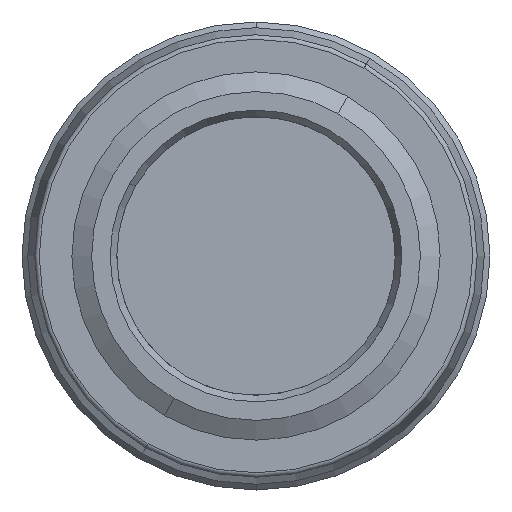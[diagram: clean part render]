
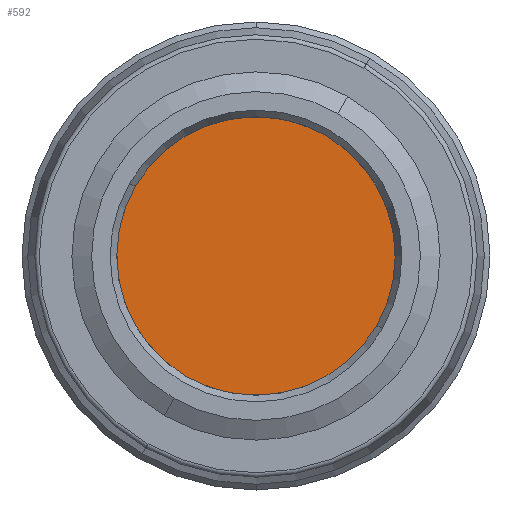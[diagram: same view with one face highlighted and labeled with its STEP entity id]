
A CAD part, front view. The second image highlights one B-rep face of the part: STEP entity #592.
In plain terms, the highlighted planar face has unit normal (0, -1, 0).
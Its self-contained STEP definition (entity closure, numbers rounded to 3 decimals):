
#163 = CARTESIAN_POINT ( 'NONE',  ( 0., 0., 0. ) ) ;
#164 = DIRECTION ( 'NONE',  ( 0., -1., 0. ) ) ;
#165 = DIRECTION ( 'NONE',  ( 0., 0., -1. ) ) ;
#203 = CARTESIAN_POINT ( 'NONE',  ( -0.434, 0., 0.249 ) ) ;
#212 = DIRECTION ( 'NONE',  ( -0.498, 0., -0.867 ) ) ;
#214 = CARTESIAN_POINT ( 'NONE',  ( -0.434, 0., 0.249 ) ) ;
#215 = DIRECTION ( 'NONE',  ( -0.498, 0., -0.867 ) ) ;
#216 = CARTESIAN_POINT ( 'NONE',  ( 0.434, 0., -0.249 ) ) ;
#217 = DIRECTION ( 'NONE',  ( 0.498, 0., 0.867 ) ) ;
#221 = CARTESIAN_POINT ( 'NONE',  ( 0.434, 0., -0.249 ) ) ;
#234 = AXIS2_PLACEMENT_3D ( 'NONE', #3219, #3220, #3221 ) ;
#235 = AXIS2_PLACEMENT_3D ( 'NONE', #3223, #3224, #3225 ) ;
#236 = AXIS2_PLACEMENT_3D ( 'NONE', #3229, #3230, #3231 ) ;
#250 = AXIS2_PLACEMENT_3D ( 'NONE', #3291, #3292, #3293 ) ;
#436 = AXIS2_PLACEMENT_3D ( 'NONE', #3719, #3720, #3721 ) ;
#452 = AXIS2_PLACEMENT_3D ( 'NONE', #1541, #1542, #1543 ) ;
#455 = AXIS2_PLACEMENT_3D ( 'NONE', #1557, #1558, #1559 ) ;
#592 = ADVANCED_FACE ( 'NONE', ( #2046, #2050, #2047 ), #2778, .T. ) ;
#653 = CIRCLE ( 'NONE', #4213, 7.55 ) ;
#674 = LINE ( 'NONE', #203, #680 ) ;
#680 = VECTOR ( 'NONE', #212, 1000. ) ;
#681 = LINE ( 'NONE', #214, #684 ) ;
#683 = LINE ( 'NONE', #216, #686 ) ;
#684 = VECTOR ( 'NONE', #215, 1000. ) ;
#686 = VECTOR ( 'NONE', #217, 1000. ) ;
#689 = CIRCLE ( 'NONE', #234, 6.1 ) ;
#691 = CIRCLE ( 'NONE', #235, 6.1 ) ;
#692 = LINE ( 'NONE', #221, #694 ) ;
#694 = VECTOR ( 'NONE', #3222, 1000. ) ;
#695 = CIRCLE ( 'NONE', #236, 7.45 ) ;
#727 = CIRCLE ( 'NONE', #250, 6.1 ) ;
#973 = CARTESIAN_POINT ( 'NONE',  ( -4.139, 0., 6.315 ) ) ;
#974 = CARTESIAN_POINT ( 'NONE',  ( 4.139, 0., -6.315 ) ) ;
#996 = CARTESIAN_POINT ( 'NONE',  ( -3.462, 0., -5.022 ) ) ;
#999 = CARTESIAN_POINT ( 'NONE',  ( -5.289, 0., 3.039 ) ) ;
#1200 = ORIENTED_EDGE ( 'NONE', *, *, #1955, .F. ) ;
#1201 = ORIENTED_EDGE ( 'NONE', *, *, #1953, .T. ) ;
#1202 = ORIENTED_EDGE ( 'NONE', *, *, #2318, .T. ) ;
#1203 = ORIENTED_EDGE ( 'NONE', *, *, #1952, .T. ) ;
#1204 = ORIENTED_EDGE ( 'NONE', *, *, #1948, .T. ) ;
#1205 = ORIENTED_EDGE ( 'NONE', *, *, #1951, .T. ) ;
#1206 = ORIENTED_EDGE ( 'NONE', *, *, #1978, .T. ) ;
#1207 = ORIENTED_EDGE ( 'NONE', *, *, #1947, .T. ) ;
#1208 = ORIENTED_EDGE ( 'NONE', *, *, #2325, .F. ) ;
#1209 = ORIENTED_EDGE ( 'NONE', *, *, #1945, .T. ) ;
#1210 = ORIENTED_EDGE ( 'NONE', *, *, #2290, .T. ) ;
#1211 = ORIENTED_EDGE ( 'NONE', *, *, #1928, .T. ) ;
#1334 = VERTEX_POINT ( 'NONE', #973 ) ;
#1335 = VERTEX_POINT ( 'NONE', #974 ) ;
#1357 = VERTEX_POINT ( 'NONE', #996 ) ;
#1360 = VERTEX_POINT ( 'NONE', #999 ) ;
#1541 = CARTESIAN_POINT ( 'NONE',  ( 0., 0., 0. ) ) ;
#1542 = DIRECTION ( 'NONE',  ( 0., -1., 0. ) ) ;
#1543 = DIRECTION ( 'NONE',  ( 0., 0., -1. ) ) ;
#1557 = CARTESIAN_POINT ( 'NONE',  ( 0., 0., 0. ) ) ;
#1558 = DIRECTION ( 'NONE',  ( 0., -1., 0. ) ) ;
#1559 = DIRECTION ( 'NONE',  ( 0., 0., -1. ) ) ;
#1653 = CARTESIAN_POINT ( 'NONE',  ( 5.289, 0., -3.039 ) ) ;
#1658 = CARTESIAN_POINT ( 'NONE',  ( -2.595, 0., -5.521 ) ) ;
#1673 = CARTESIAN_POINT ( 'NONE',  ( -4.136, 0., -6.196 ) ) ;
#1683 = CARTESIAN_POINT ( 'NONE',  ( 3.269, 0., 6.694 ) ) ;
#1717 = CARTESIAN_POINT ( 'NONE',  ( -3.269, 0., -6.694 ) ) ;
#1724 = CARTESIAN_POINT ( 'NONE',  ( 3.462, 0., 5.022 ) ) ;
#1725 = CARTESIAN_POINT ( 'NONE',  ( 4.136, 0., 6.196 ) ) ;
#1734 = CARTESIAN_POINT ( 'NONE',  ( 2.595, 0., 5.521 ) ) ;
#1928 = EDGE_CURVE ( 'NONE', #1334, #1335, #653, .T. ) ;
#1945 = EDGE_CURVE ( 'NONE', #4295, #4485, #674, .T. ) ;
#1947 = EDGE_CURVE ( 'NONE', #1357, #4286, #681, .T. ) ;
#1948 = EDGE_CURVE ( 'NONE', #4474, #4476, #683, .T. ) ;
#1951 = EDGE_CURVE ( 'NONE', #4485, #1360, #689, .T. ) ;
#1952 = EDGE_CURVE ( 'NONE', #4281, #4474, #691, .T. ) ;
#1953 = EDGE_CURVE ( 'NONE', #4473, #4282, #692, .T. ) ;
#1955 = EDGE_CURVE ( 'NONE', #4473, #4476, #695, .T. ) ;
#1978 = EDGE_CURVE ( 'NONE', #1360, #1357, #727, .T. ) ;
#2046 = FACE_BOUND ( 'NONE', #4355, .T. ) ;
#2047 = FACE_OUTER_BOUND ( 'NONE', #4352, .T. ) ;
#2050 = FACE_BOUND ( 'NONE', #4346, .T. ) ;
#2290 = EDGE_CURVE ( 'NONE', #1335, #1334, #3020, .T. ) ;
#2318 = EDGE_CURVE ( 'NONE', #4282, #4281, #3063, .T. ) ;
#2325 = EDGE_CURVE ( 'NONE', #4295, #4286, #3073, .T. ) ;
#2427 = AXIS2_PLACEMENT_3D ( 'NONE', #2771, #2769, #2768 ) ;
#2768 = DIRECTION ( 'NONE',  ( 0., 0., -1. ) ) ;
#2769 = DIRECTION ( 'NONE',  ( 0., -1., 0. ) ) ;
#2771 = CARTESIAN_POINT ( 'NONE',  ( 0., 0., 0. ) ) ;
#2778 = PLANE ( 'NONE',  #2427 ) ;
#3020 = CIRCLE ( 'NONE', #436, 7.55 ) ;
#3063 = CIRCLE ( 'NONE', #452, 6.1 ) ;
#3073 = CIRCLE ( 'NONE', #455, 7.45 ) ;
#3219 = CARTESIAN_POINT ( 'NONE',  ( 0., 0., 0. ) ) ;
#3220 = DIRECTION ( 'NONE',  ( 0., -1., 0. ) ) ;
#3221 = DIRECTION ( 'NONE',  ( 0., 0., -1. ) ) ;
#3222 = DIRECTION ( 'NONE',  ( 0.498, 0., 0.867 ) ) ;
#3223 = CARTESIAN_POINT ( 'NONE',  ( 0., 0., 0. ) ) ;
#3224 = DIRECTION ( 'NONE',  ( 0., -1., 0. ) ) ;
#3225 = DIRECTION ( 'NONE',  ( 0., 0., -1. ) ) ;
#3229 = CARTESIAN_POINT ( 'NONE',  ( 0., 0., 0. ) ) ;
#3230 = DIRECTION ( 'NONE',  ( 0., -1., 0. ) ) ;
#3231 = DIRECTION ( 'NONE',  ( 0., 0., -1. ) ) ;
#3291 = CARTESIAN_POINT ( 'NONE',  ( 0., 0., 0. ) ) ;
#3292 = DIRECTION ( 'NONE',  ( 0., -1., 0. ) ) ;
#3293 = DIRECTION ( 'NONE',  ( 0., 0., -1. ) ) ;
#3719 = CARTESIAN_POINT ( 'NONE',  ( 0., 0., 0. ) ) ;
#3720 = DIRECTION ( 'NONE',  ( 0., -1., 0. ) ) ;
#3721 = DIRECTION ( 'NONE',  ( 0., 0., -1. ) ) ;
#4213 = AXIS2_PLACEMENT_3D ( 'NONE', #163, #164, #165 ) ;
#4281 = VERTEX_POINT ( 'NONE', #1653 ) ;
#4282 = VERTEX_POINT ( 'NONE', #1658 ) ;
#4286 = VERTEX_POINT ( 'NONE', #1673 ) ;
#4295 = VERTEX_POINT ( 'NONE', #1683 ) ;
#4346 = EDGE_LOOP ( 'NONE', ( #1205, #1206, #1207, #1208, #1209 ) ) ;
#4352 = EDGE_LOOP ( 'NONE', ( #1210, #1211 ) ) ;
#4355 = EDGE_LOOP ( 'NONE', ( #1200, #1201, #1202, #1203, #1204 ) ) ;
#4473 = VERTEX_POINT ( 'NONE', #1717 ) ;
#4474 = VERTEX_POINT ( 'NONE', #1724 ) ;
#4476 = VERTEX_POINT ( 'NONE', #1725 ) ;
#4485 = VERTEX_POINT ( 'NONE', #1734 ) ;
